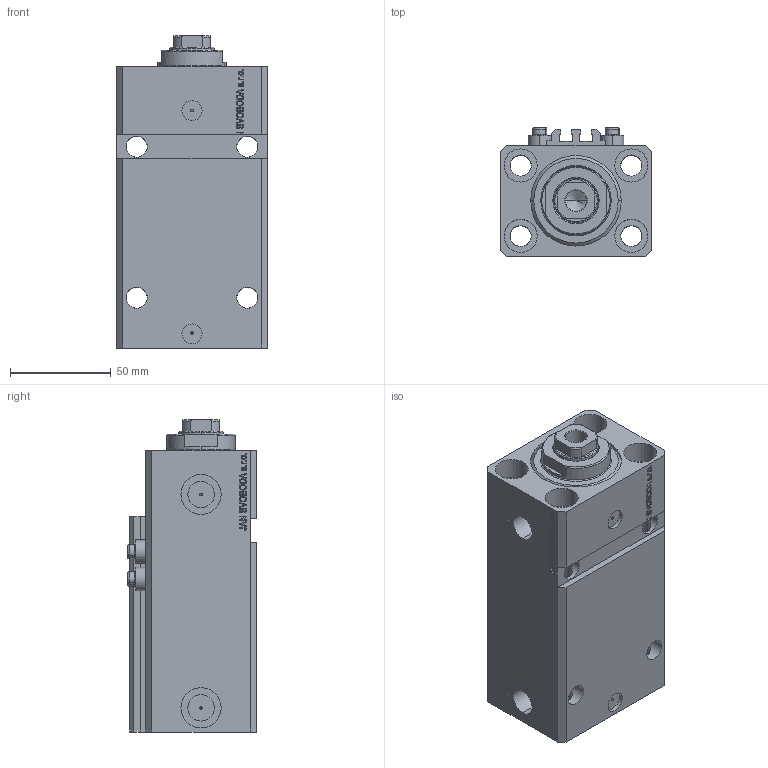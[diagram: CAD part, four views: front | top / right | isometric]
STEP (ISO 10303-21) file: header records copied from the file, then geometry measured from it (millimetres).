
FILE_DESCRIPTION (( 'STEP AP203' ), '1' );
FILE_NAME ('0ba9.STEP', '2025-10-13T15:09:59', ( '' ), ( '' ), 'SwSTEP 2.0', 'SolidWorks 2019', '' );
FILE_SCHEMA (( 'CONFIG_CONTROL_DESIGN' ));
Length unit declared in the file: millimetre
Products named in the file (5): V250CE_C_VCP e6e1b314af1cb094e8a9d847530fb3c5; ALLEN BOLT V250CE e6e1b314af1cb094e8a9d847530fb3c5; V250CE_E_Body e6e1b314af1cb094e8a9d847530fb3c5; V250CE_VC_E e6e1b314af1cb094e8a9d847530fb3c5; 0ba9
Assembly tree (7 placements, depth 2):
  0ba9
    V250CE_E_Body e6e1b314af1cb094e8a9d847530fb3c5
    ALLEN BOLT V250CE e6e1b314af1cb094e8a9d847530fb3c5  x4
    V250CE_C_VCP e6e1b314af1cb094e8a9d847530fb3c5
    V250CE_VC_E e6e1b314af1cb094e8a9d847530fb3c5
Bounding box: 75 x 64 x 155 mm (x, y, z)
Volume: 485219 mm3; surface area: 115302.8 mm2
Topology: 8 solids, 8 shells, 1084 faces, 2706 edges, 1743 vertices
Faces by surface type: plane 514, bspline 354, cylinder 146, cone 56, torus 14
Entity records: 47346 total; most frequent: CARTESIAN_POINT 24826, ORIENTED_EDGE 5102, DIRECTION 3349, EDGE_CURVE 2551, VERTEX_POINT 1659, VECTOR 1541, LINE 1541, EDGE_LOOP 1144
